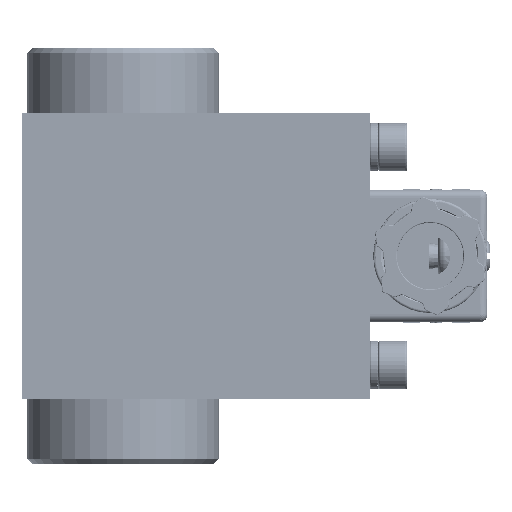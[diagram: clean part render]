
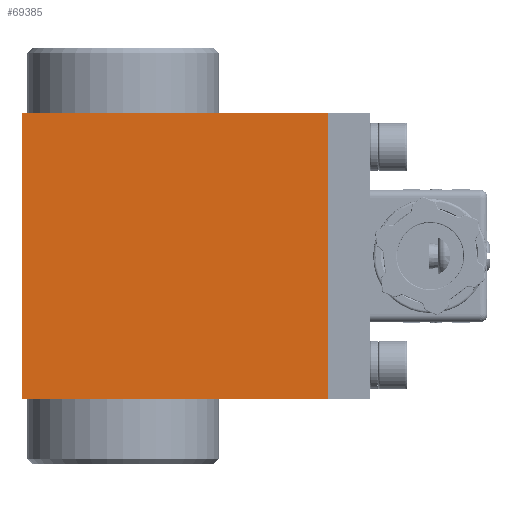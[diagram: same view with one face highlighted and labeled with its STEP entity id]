
A CAD part, front view. The second image highlights one B-rep face of the part: STEP entity #69385.
In plain terms, the highlighted planar face has unit normal (0, -1, 0).
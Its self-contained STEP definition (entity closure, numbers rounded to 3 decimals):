
#7768 = VECTOR ( 'NONE', #176416, 1000. ) ;
#13983 = CARTESIAN_POINT ( 'NONE',  ( -29.5, 0., 27.5 ) ) ;
#33894 = VECTOR ( 'NONE', #130282, 1000. ) ;
#39944 = EDGE_LOOP ( 'NONE', ( #67553, #141628, #62293, #119557 ) ) ;
#45143 = VERTEX_POINT ( 'NONE', #148061 ) ;
#45354 = CARTESIAN_POINT ( 'NONE',  ( -29.5, 0., -27.5 ) ) ;
#48837 = VERTEX_POINT ( 'NONE', #160431 ) ;
#56928 = CARTESIAN_POINT ( 'NONE',  ( 0., 0., 0. ) ) ;
#58700 = EDGE_CURVE ( 'NONE', #45143, #48837, #78892, .T. ) ;
#59740 = CARTESIAN_POINT ( 'NONE',  ( -29.5, 0., 27.5 ) ) ;
#62293 = ORIENTED_EDGE ( 'NONE', *, *, #119787, .F. ) ;
#64997 = AXIS2_PLACEMENT_3D ( 'NONE', #56928, #156142, #71141 ) ;
#65611 = VERTEX_POINT ( 'NONE', #111838 ) ;
#67553 = ORIENTED_EDGE ( 'NONE', *, *, #58700, .F. ) ;
#69385 = ADVANCED_FACE ( 'NONE', ( #178992 ), #69899, .T. ) ;
#69899 = PLANE ( 'NONE',  #64997 ) ;
#71141 = DIRECTION ( 'NONE',  ( 0., 0., -1. ) ) ;
#73973 = DIRECTION ( 'NONE',  ( 1., 0., 0. ) ) ;
#78892 = LINE ( 'NONE', #162118, #7768 ) ;
#82575 = CARTESIAN_POINT ( 'NONE',  ( -29.5, 0., -27.5 ) ) ;
#106348 = VECTOR ( 'NONE', #73973, 1000. ) ;
#109818 = VECTOR ( 'NONE', #172277, 1000. ) ;
#111838 = CARTESIAN_POINT ( 'NONE',  ( -29.5, 0., 27.5 ) ) ;
#119557 = ORIENTED_EDGE ( 'NONE', *, *, #134316, .F. ) ;
#119787 = EDGE_CURVE ( 'NONE', #142487, #65611, #147561, .T. ) ;
#130282 = DIRECTION ( 'NONE',  ( -1., 0., 0. ) ) ;
#134316 = EDGE_CURVE ( 'NONE', #48837, #142487, #180434, .T. ) ;
#139571 = LINE ( 'NONE', #59740, #106348 ) ;
#141628 = ORIENTED_EDGE ( 'NONE', *, *, #165715, .F. ) ;
#142487 = VERTEX_POINT ( 'NONE', #82575 ) ;
#147561 = LINE ( 'NONE', #13983, #109818 ) ;
#148061 = CARTESIAN_POINT ( 'NONE',  ( 29.5, 0., 27.5 ) ) ;
#156142 = DIRECTION ( 'NONE',  ( 0., -1., 0. ) ) ;
#160431 = CARTESIAN_POINT ( 'NONE',  ( 29.5, 0., -27.5 ) ) ;
#162118 = CARTESIAN_POINT ( 'NONE',  ( 29.5, 0., 27.5 ) ) ;
#165715 = EDGE_CURVE ( 'NONE', #65611, #45143, #139571, .T. ) ;
#172277 = DIRECTION ( 'NONE',  ( 0., 0., 1. ) ) ;
#176416 = DIRECTION ( 'NONE',  ( 0., 0., -1. ) ) ;
#178992 = FACE_OUTER_BOUND ( 'NONE', #39944, .T. ) ;
#180434 = LINE ( 'NONE', #45354, #33894 ) ;
